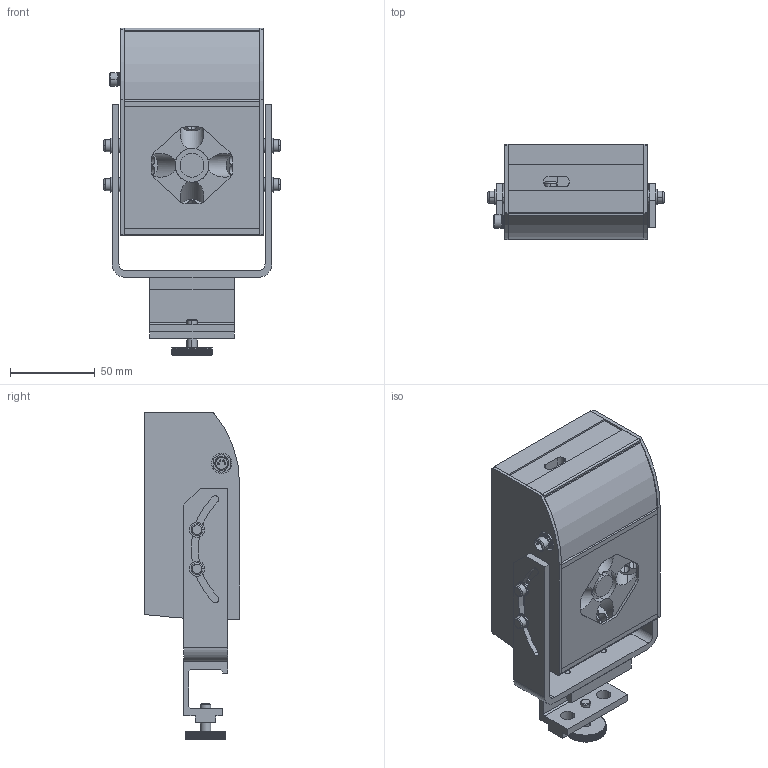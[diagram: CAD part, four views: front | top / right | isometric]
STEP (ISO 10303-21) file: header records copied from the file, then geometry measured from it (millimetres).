
FILE_DESCRIPTION((''),'2;1');
FILE_NAME('110207.1.stp','2011-05-27T11:25:26',(''),(''),'Mechanical Desktop 2009','Mechanical Desktop 2009',', , ');
FILE_SCHEMA(('CONFIG_CONTROL_DESIGN'));
Length unit declared in the file: millimetre
Products named in the file (43): K1102071; K1102072; K1102072A; K1102073A; K1102073; SENKSCHRAUBE_I-6KT_M3X6; SENKSCHRAUBE_I-6KT_M3X6A; E0907016A; E0907016; E0907017A; E0907017; K1102074; K1102074A; K1102076; K1102076A; DINA4V; MINIATUR_RUNDSTECKER_RSMF_4; MINIATUR_RUNDSTECKER_RSMF_4A; I-6KT_SCHRAUBE_M4X8A; I-6KT_SCHRAUBE_M4X8; K0907022; K0907022A; MINIATUR OBJEKTIV TBL 12A; MINIATUR OBJEKTIV TBL 12; K1102075A; K1102075; I-6KT_SCHRAUBE_M4X16A; I-6KT_SCHRAUBE_M4X16; I-6KT_SCHRAUBE_M4X10A; I-6KT_SCHRAUBE_M4X10; U-SCHEIBE_M4; U-SCHEIBE_M4A; K0907018A; K0907018; DINA3; ~DINA3; K0807292; K0807292A; SENKSCHRAUBE_I-6KT_M4X8; SENKSCHRAUBE_I-6KT_M4X8A ...
Assembly tree (61 placements, depth 3):
  K1102071
    K1102072
      K1102072A
    K1102073A
      K1102073
    SENKSCHRAUBE_I-6KT_M3X6  x4
      SENKSCHRAUBE_I-6KT_M3X6A
    E0907016A
      E0907016
    E0907017A
      E0907017
    K1102074
      K1102074A
    K1102076
      K1102076A
      DINA4V
    MINIATUR_RUNDSTECKER_RSMF_4
      MINIATUR_RUNDSTECKER_RSMF_4A
    I-6KT_SCHRAUBE_M4X8A  x2
      I-6KT_SCHRAUBE_M4X8
    K0907022
      K0907022A
    MINIATUR OBJEKTIV TBL 12A
      MINIATUR OBJEKTIV TBL 12
    K1102075A  x4
      K1102075
    I-6KT_SCHRAUBE_M4X16A  x4
      I-6KT_SCHRAUBE_M4X16
    I-6KT_SCHRAUBE_M4X10A  x4
      I-6KT_SCHRAUBE_M4X10
    U-SCHEIBE_M4  x4
      U-SCHEIBE_M4A
    K0907018A
      K0907018
      DINA3
      ~DINA3
    K0807292
      K0807292A
    SENKSCHRAUBE_I-6KT_M4X8  x2
      SENKSCHRAUBE_I-6KT_M4X8A
    RAENDELSCHRAUBE_M6_16_DIN653A
      RAENDELSCHRAUBE_M6_16_DIN653
    RM_SDB  x3
Bounding box: 103.6 x 56 x 192.5 mm (x, y, z)
Volume: 294495.9 mm3; surface area: 164253.7 mm2
Topology: 36 solids, 36 shells, 1435 faces, 3862 edges, 2517 vertices
Faces by surface type: plane 758, cylinder 525, cone 124, torus 20, bspline 8
Entity records: 39335 total; most frequent: CARTESIAN_POINT 8934, ORIENTED_EDGE 6682, DIRECTION 6061, EDGE_CURVE 3341, AXIS2_PLACEMENT_3D 2258, VERTEX_POINT 2197, VECTOR 1545, LINE 1545
